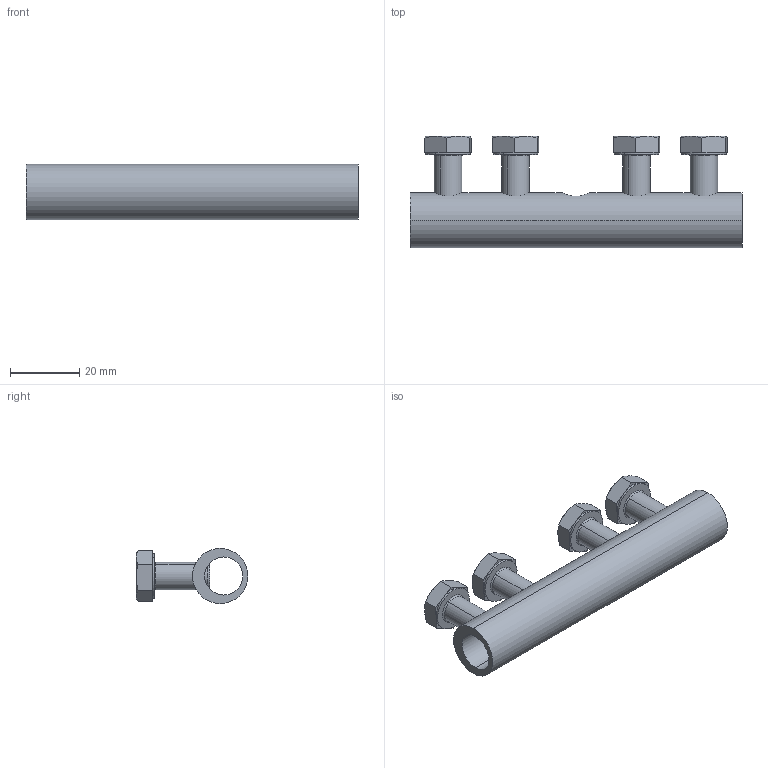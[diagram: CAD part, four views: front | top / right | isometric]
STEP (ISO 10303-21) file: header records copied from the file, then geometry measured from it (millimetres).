
FILE_DESCRIPTION (( 'STEP AP203' ), '1' );
FILE_NAME ('0204 栴碭賝鍷 (噊豂籦鍷) 勷槼鴈樇鳺, D11.STEP', '2024-02-16T07:49:51', ( '' ), ( '' ), 'SwSTEP 2.0', 'SolidWorks 2022', '' );
FILE_SCHEMA (( 'CONFIG_CONTROL_DESIGN' ));
Length unit declared in the file: millimetre
Products named in the file (5): 0204.001-01 Круг; 0204.001 Круг; 0204.001-02 Круг; 0204 Сквозное (дырочное) соединение, D11; hex screw gradeab_iso_ISO 4017 - M8 x 16-N
Assembly tree (7 placements, depth 2):
  0204 Сквозное (дырочное) соединение, D11
    0204.001 Круг
    hex screw gradeab_iso_ISO 4017 - M8 x 16-N  x4
    0204.001-01 Круг
    0204.001-02 Круг
Bounding box: 96 x 32.3 x 16 mm (x, y, z)
Volume: 34054.5 mm3; surface area: 28534.8 mm2
Topology: 7 solids, 7 shells, 164 faces, 366 edges, 220 vertices
Faces by surface type: plane 66, cylinder 58, cone 32, torus 8
Entity records: 4849 total; most frequent: CARTESIAN_POINT 2469, ORIENTED_EDGE 372, DIRECTION 336, EDGE_CURVE 186, AXIS2_PLACEMENT_3D 135, VERTEX_POINT 118, EDGE_LOOP 114, FACE_OUTER_BOUND 77
